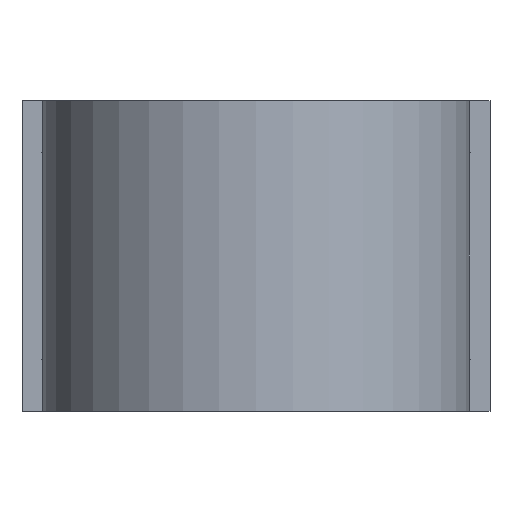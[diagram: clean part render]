
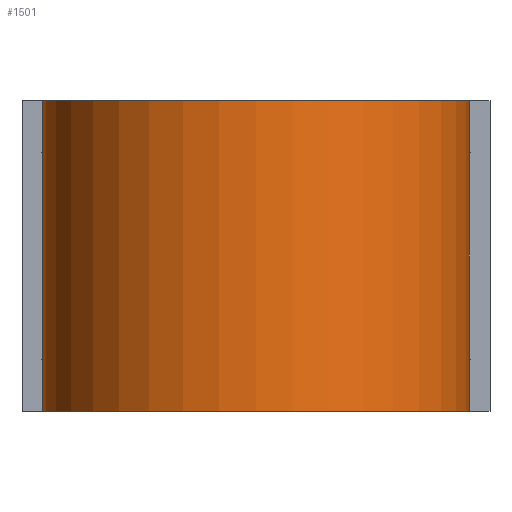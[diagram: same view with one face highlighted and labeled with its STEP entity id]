
A CAD part, front view. The second image highlights one B-rep face of the part: STEP entity #1501.
In plain terms, the highlighted cylindrical face has radius 26.162 mm (diameter 52.324 mm), a partial arc.
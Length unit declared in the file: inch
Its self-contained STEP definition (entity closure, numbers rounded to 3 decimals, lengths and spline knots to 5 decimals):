
#18 = ORIENTED_EDGE ( 'NONE', *, *, #1725, .T. ) ;
#38 = CIRCLE ( 'NONE', #1824, 1.03 ) ;
#108 = DIRECTION ( 'NONE',  ( 0., 0., 1. ) ) ;
#118 = CARTESIAN_POINT ( 'NONE',  ( 0., 0., 0.75 ) ) ;
#198 = DIRECTION ( 'NONE',  ( 0., 0., -1. ) ) ;
#205 = CYLINDRICAL_SURFACE ( 'NONE', #1490, 1.03 ) ;
#213 = DIRECTION ( 'NONE',  ( 0., 0., -1. ) ) ;
#231 = DIRECTION ( 'NONE',  ( 0., 0., 1. ) ) ;
#287 = LINE ( 'NONE', #2034, #1217 ) ;
#465 = CARTESIAN_POINT ( 'NONE',  ( -1.03, 0., -0.75 ) ) ;
#497 = EDGE_LOOP ( 'NONE', ( #1265, #1240, #1529, #18 ) ) ;
#580 = CARTESIAN_POINT ( 'NONE',  ( 1.03, 0., -0.75 ) ) ;
#608 = VERTEX_POINT ( 'NONE', #465 ) ;
#610 = DIRECTION ( 'NONE',  ( 0., 0., -1. ) ) ;
#685 = CARTESIAN_POINT ( 'NONE',  ( 0., 0., 0.75 ) ) ;
#709 = CARTESIAN_POINT ( 'NONE',  ( 1.03, 0., 0.75 ) ) ;
#729 = VERTEX_POINT ( 'NONE', #709 ) ;
#860 = DIRECTION ( 'NONE',  ( 1., 0., 0. ) ) ;
#1021 = FACE_OUTER_BOUND ( 'NONE', #497, .T. ) ;
#1137 = CARTESIAN_POINT ( 'NONE',  ( 1.03, 0., 0.75 ) ) ;
#1213 = VERTEX_POINT ( 'NONE', #580 ) ;
#1217 = VECTOR ( 'NONE', #610, 39.37008 ) ;
#1240 = ORIENTED_EDGE ( 'NONE', *, *, #1363, .F. ) ;
#1265 = ORIENTED_EDGE ( 'NONE', *, *, #1909, .T. ) ;
#1360 = DIRECTION ( 'NONE',  ( 1., 0., 0. ) ) ;
#1363 = EDGE_CURVE ( 'NONE', #729, #1213, #1764, .T. ) ;
#1490 = AXIS2_PLACEMENT_3D ( 'NONE', #685, #213, #1511 ) ;
#1501 = ADVANCED_FACE ( 'NONE', ( #1021 ), #205, .T. ) ;
#1503 = CARTESIAN_POINT ( 'NONE',  ( 0., 0., -0.75 ) ) ;
#1511 = DIRECTION ( 'NONE',  ( -1., 0., 0. ) ) ;
#1529 = ORIENTED_EDGE ( 'NONE', *, *, #1690, .F. ) ;
#1555 = VECTOR ( 'NONE', #198, 39.37008 ) ;
#1657 = AXIS2_PLACEMENT_3D ( 'NONE', #118, #108, #1360 ) ;
#1690 = EDGE_CURVE ( 'NONE', #1873, #729, #1722, .T. ) ;
#1722 = CIRCLE ( 'NONE', #1657, 1.03 ) ;
#1725 = EDGE_CURVE ( 'NONE', #1873, #608, #287, .T. ) ;
#1764 = LINE ( 'NONE', #1137, #1555 ) ;
#1813 = CARTESIAN_POINT ( 'NONE',  ( -1.03, 0., 0.75 ) ) ;
#1824 = AXIS2_PLACEMENT_3D ( 'NONE', #1503, #231, #860 ) ;
#1873 = VERTEX_POINT ( 'NONE', #1813 ) ;
#1909 = EDGE_CURVE ( 'NONE', #608, #1213, #38, .T. ) ;
#2034 = CARTESIAN_POINT ( 'NONE',  ( -1.03, 0., 0.75 ) ) ;
